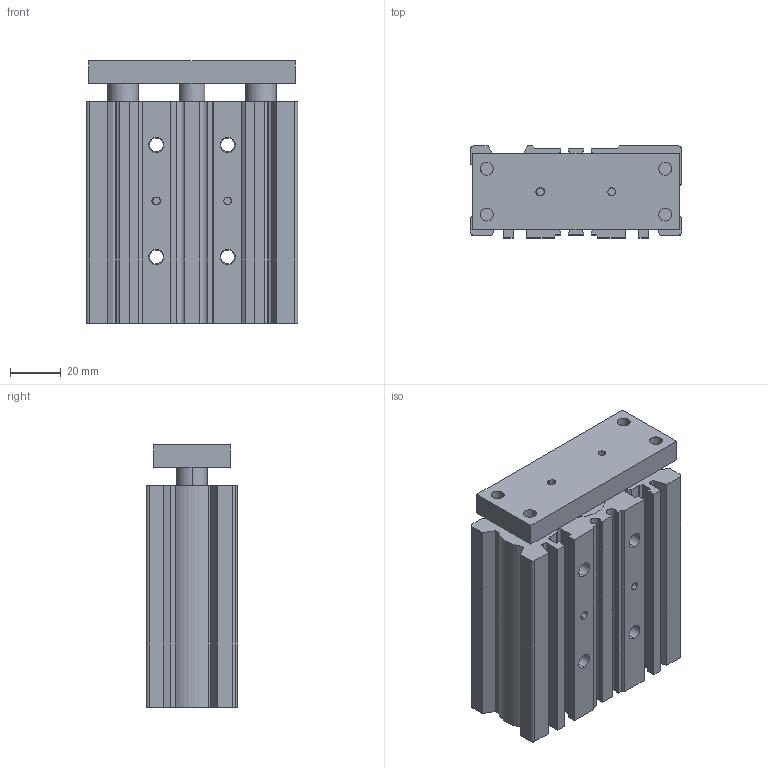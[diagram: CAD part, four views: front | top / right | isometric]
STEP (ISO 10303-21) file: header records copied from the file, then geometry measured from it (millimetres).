
FILE_DESCRIPTION (( 'STEP AP214' ), '1' );
FILE_NAME ('MGPM20-25AZ-X2080.STEP', '2018-05-24T02:51:03', ( 'SONIC' ), ( 'UNITCOM PC' ), 'SwSTEP 2.0', 'SolidWorks 2015', '' );
FILE_SCHEMA (( 'AUTOMOTIVE_DESIGN' ));
Length unit declared in the file: millimetre
Products named in the file (4): MGPM20-25AZ-X2080_Port Plug_.125 NPT; MGPM20-25AZ-X2080_MGP_Plate_20M; MGPM20-25AZ-X2080_MGP_Tube_20M; MGPM20-25AZ-X2080
Assembly tree (4 placements, depth 2):
  MGPM20-25AZ-X2080
    MGPM20-25AZ-X2080_MGP_Tube_20M
    MGPM20-25AZ-X2080_MGP_Plate_20M
    MGPM20-25AZ-X2080_Port Plug_.125 NPT  x2
Bounding box: 83 x 36 x 103 mm (x, y, z)
Volume: 228402.3 mm3; surface area: 67644.2 mm2
Topology: 4 solids, 4 shells, 293 faces, 739 edges, 478 vertices
Faces by surface type: plane 137, cylinder 116, cone 40
Entity records: 8724 total; most frequent: DIRECTION 1521, CARTESIAN_POINT 1482, ORIENTED_EDGE 1386, EDGE_CURVE 693, AXIS2_PLACEMENT_3D 561, VERTEX_POINT 454, LINE 399, VECTOR 399
